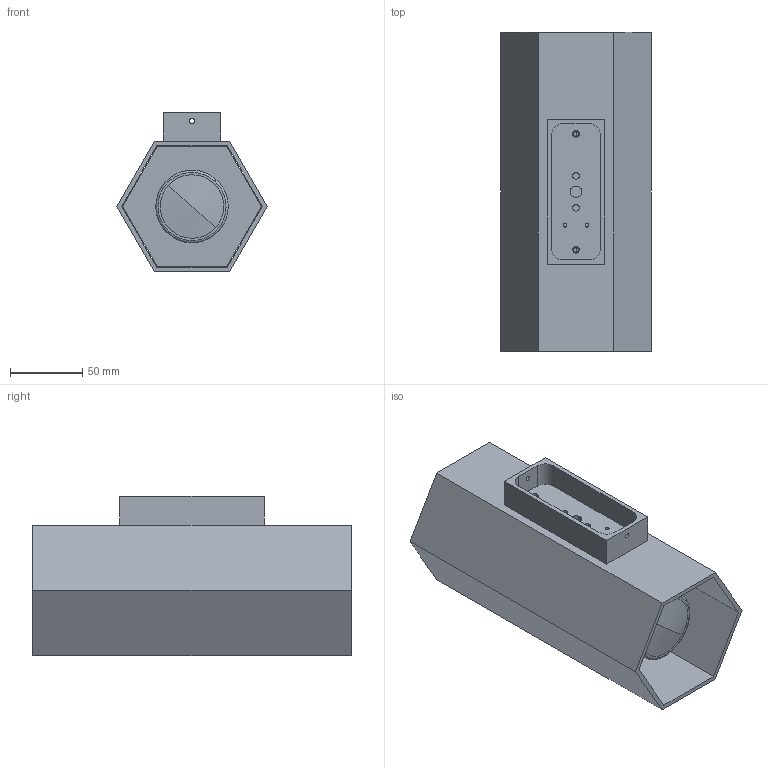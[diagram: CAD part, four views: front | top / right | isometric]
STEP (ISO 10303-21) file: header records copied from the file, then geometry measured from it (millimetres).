
FILE_DESCRIPTION (( 'STEP AP214' ), '1' );
FILE_NAME ('LWA388.STEP', '2021-11-26T06:10:10', ( 'GH' ), ( 'Microsoft' ), 'SwSTEP 2.0', 'SolidWorks 2013', '' );
FILE_SCHEMA (( 'AUTOMOTIVE_DESIGN' ));
Length unit declared in the file: millimetre
Products named in the file (8): LWA388; 鞠晚倛臏えB; M10囀喘菜え; GU10腑芛+腑邐; GU-10; GU10腑芛-湍窪伎綴裔; 族腑腑芠-2; 族碟-2
Assembly tree (10 placements, depth 3):
  LWA388
    族碟-2
    族腑腑芠-2
    GU10腑芛+腑邐  x2
      GU10腑芛-湍窪伎綴裔
      GU-10
    M10囀喘菜え  x2
    鞠晚倛臏えB  x2
Bounding box: 103.92 x 220 x 110 mm (x, y, z)
Volume: 346541.5 mm3; surface area: 206098.5 mm2
Topology: 10 solids, 10 shells, 583 faces, 1566 edges, 1026 vertices
Faces by surface type: cylinder 224, plane 213, bspline 80, cone 40, torus 22, sphere 4
Entity records: 13306 total; most frequent: CARTESIAN_POINT 2976, ORIENTED_EDGE 1722, DIRECTION 1698, EDGE_CURVE 861, AXIS2_PLACEMENT_3D 649, VERTEX_POINT 565, LINE 400, VECTOR 400
